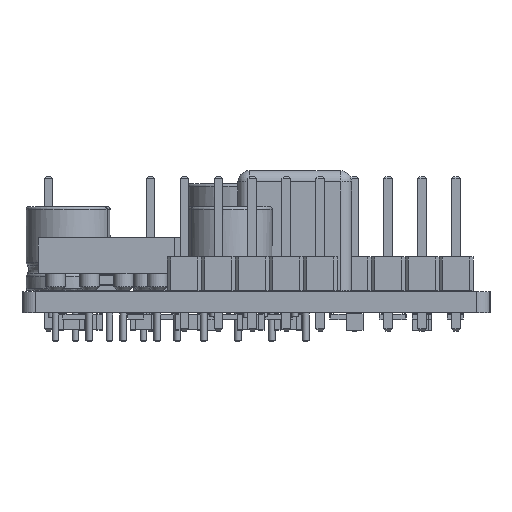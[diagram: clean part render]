
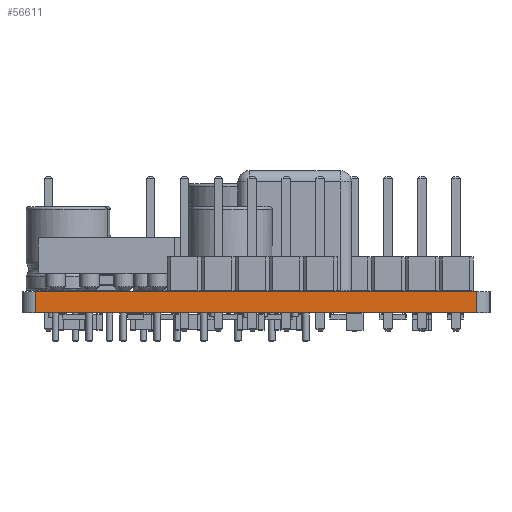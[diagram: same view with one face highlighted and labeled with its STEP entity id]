
A CAD part, left-side view. The second image highlights one B-rep face of the part: STEP entity #56611.
In plain terms, the highlighted planar face has unit normal (-1, 0, 0).
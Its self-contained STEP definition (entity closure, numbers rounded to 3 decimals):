
#51778 = PLANE('',#51779);
#51779 = AXIS2_PLACEMENT_3D('',#51780,#51781,#51782);
#51780 = CARTESIAN_POINT('',(32.5,17.5,1.6));
#51781 = DIRECTION('',(0.,0.,1.));
#51782 = DIRECTION('',(1.,0.,0.));
#51833 = PLANE('',#51834);
#51834 = AXIS2_PLACEMENT_3D('',#51835,#51836,#51837);
#51835 = CARTESIAN_POINT('',(32.5,17.5,0.));
#51836 = DIRECTION('',(0.,0.,1.));
#51837 = DIRECTION('',(1.,0.,0.));
#51964 = CYLINDRICAL_SURFACE('',#51965,1.);
#51965 = AXIS2_PLACEMENT_3D('',#51966,#51967,#51968);
#51966 = CARTESIAN_POINT('',(1.,34.,0.));
#51967 = DIRECTION('',(0.,0.,-1.));
#51968 = DIRECTION('',(1.,0.,0.));
#52003 = VERTEX_POINT('',#52004);
#52004 = CARTESIAN_POINT('',(0.,34.,0.));
#52026 = EDGE_CURVE('',#52003,#52027,#52029,.T.);
#52027 = VERTEX_POINT('',#52028);
#52028 = CARTESIAN_POINT('',(0.,1.,0.));
#52029 = SURFACE_CURVE('',#52030,(#52034,#52041),.PCURVE_S1.);
#52030 = LINE('',#52031,#52032);
#52031 = CARTESIAN_POINT('',(0.,34.,0.));
#52032 = VECTOR('',#52033,1.);
#52033 = DIRECTION('',(0.,-1.,0.));
#52034 = PCURVE('',#51833,#52035);
#52035 = DEFINITIONAL_REPRESENTATION('',(#52036),#52040);
#52036 = LINE('',#52037,#52038);
#52037 = CARTESIAN_POINT('',(-32.5,16.5));
#52038 = VECTOR('',#52039,1.);
#52039 = DIRECTION('',(0.,-1.));
#52040 = ( GEOMETRIC_REPRESENTATION_CONTEXT(2) 
PARAMETRIC_REPRESENTATION_CONTEXT() REPRESENTATION_CONTEXT('2D SPACE',''
  ) );
#52041 = PCURVE('',#52042,#52047);
#52042 = PLANE('',#52043);
#52043 = AXIS2_PLACEMENT_3D('',#52044,#52045,#52046);
#52044 = CARTESIAN_POINT('',(0.,34.,0.));
#52045 = DIRECTION('',(1.,0.,0.));
#52046 = DIRECTION('',(0.,-1.,0.));
#52047 = DEFINITIONAL_REPRESENTATION('',(#52048),#52052);
#52048 = LINE('',#52049,#52050);
#52049 = CARTESIAN_POINT('',(0.,0.));
#52050 = VECTOR('',#52051,1.);
#52051 = DIRECTION('',(1.,0.));
#52052 = ( GEOMETRIC_REPRESENTATION_CONTEXT(2) 
PARAMETRIC_REPRESENTATION_CONTEXT() REPRESENTATION_CONTEXT('2D SPACE',''
  ) );
#52071 = CYLINDRICAL_SURFACE('',#52072,1.);
#52072 = AXIS2_PLACEMENT_3D('',#52073,#52074,#52075);
#52073 = CARTESIAN_POINT('',(1.,1.,0.));
#52074 = DIRECTION('',(0.,0.,-1.));
#52075 = DIRECTION('',(1.,0.,0.));
#54465 = VERTEX_POINT('',#54466);
#54466 = CARTESIAN_POINT('',(0.,34.,1.6));
#54488 = EDGE_CURVE('',#54465,#54489,#54491,.T.);
#54489 = VERTEX_POINT('',#54490);
#54490 = CARTESIAN_POINT('',(0.,1.,1.6));
#54491 = SURFACE_CURVE('',#54492,(#54496,#54503),.PCURVE_S1.);
#54492 = LINE('',#54493,#54494);
#54493 = CARTESIAN_POINT('',(0.,34.,1.6));
#54494 = VECTOR('',#54495,1.);
#54495 = DIRECTION('',(0.,-1.,0.));
#54496 = PCURVE('',#51778,#54497);
#54497 = DEFINITIONAL_REPRESENTATION('',(#54498),#54502);
#54498 = LINE('',#54499,#54500);
#54499 = CARTESIAN_POINT('',(-32.5,16.5));
#54500 = VECTOR('',#54501,1.);
#54501 = DIRECTION('',(0.,-1.));
#54502 = ( GEOMETRIC_REPRESENTATION_CONTEXT(2) 
PARAMETRIC_REPRESENTATION_CONTEXT() REPRESENTATION_CONTEXT('2D SPACE',''
  ) );
#54503 = PCURVE('',#52042,#54504);
#54504 = DEFINITIONAL_REPRESENTATION('',(#54505),#54509);
#54505 = LINE('',#54506,#54507);
#54506 = CARTESIAN_POINT('',(0.,-1.6));
#54507 = VECTOR('',#54508,1.);
#54508 = DIRECTION('',(1.,0.));
#54509 = ( GEOMETRIC_REPRESENTATION_CONTEXT(2) 
PARAMETRIC_REPRESENTATION_CONTEXT() REPRESENTATION_CONTEXT('2D SPACE',''
  ) );
#56563 = EDGE_CURVE('',#52003,#54465,#56564,.T.);
#56564 = SURFACE_CURVE('',#56565,(#56569,#56576),.PCURVE_S1.);
#56565 = LINE('',#56566,#56567);
#56566 = CARTESIAN_POINT('',(0.,34.,0.));
#56567 = VECTOR('',#56568,1.);
#56568 = DIRECTION('',(0.,0.,1.));
#56569 = PCURVE('',#51964,#56570);
#56570 = DEFINITIONAL_REPRESENTATION('',(#56571),#56575);
#56571 = LINE('',#56572,#56573);
#56572 = CARTESIAN_POINT('',(-3.142,0.));
#56573 = VECTOR('',#56574,1.);
#56574 = DIRECTION('',(0.,-1.));
#56575 = ( GEOMETRIC_REPRESENTATION_CONTEXT(2) 
PARAMETRIC_REPRESENTATION_CONTEXT() REPRESENTATION_CONTEXT('2D SPACE',''
  ) );
#56576 = PCURVE('',#52042,#56577);
#56577 = DEFINITIONAL_REPRESENTATION('',(#56578),#56582);
#56578 = LINE('',#56579,#56580);
#56579 = CARTESIAN_POINT('',(0.,0.));
#56580 = VECTOR('',#56581,1.);
#56581 = DIRECTION('',(0.,-1.));
#56582 = ( GEOMETRIC_REPRESENTATION_CONTEXT(2) 
PARAMETRIC_REPRESENTATION_CONTEXT() REPRESENTATION_CONTEXT('2D SPACE',''
  ) );
#56611 = ADVANCED_FACE('',(#56612),#52042,.F.);
#56612 = FACE_BOUND('',#56613,.F.);
#56613 = EDGE_LOOP('',(#56614,#56615,#56616,#56637));
#56614 = ORIENTED_EDGE('',*,*,#56563,.T.);
#56615 = ORIENTED_EDGE('',*,*,#54488,.T.);
#56616 = ORIENTED_EDGE('',*,*,#56617,.F.);
#56617 = EDGE_CURVE('',#52027,#54489,#56618,.T.);
#56618 = SURFACE_CURVE('',#56619,(#56623,#56630),.PCURVE_S1.);
#56619 = LINE('',#56620,#56621);
#56620 = CARTESIAN_POINT('',(0.,1.,0.));
#56621 = VECTOR('',#56622,1.);
#56622 = DIRECTION('',(0.,0.,1.));
#56623 = PCURVE('',#52042,#56624);
#56624 = DEFINITIONAL_REPRESENTATION('',(#56625),#56629);
#56625 = LINE('',#56626,#56627);
#56626 = CARTESIAN_POINT('',(33.,0.));
#56627 = VECTOR('',#56628,1.);
#56628 = DIRECTION('',(0.,-1.));
#56629 = ( GEOMETRIC_REPRESENTATION_CONTEXT(2) 
PARAMETRIC_REPRESENTATION_CONTEXT() REPRESENTATION_CONTEXT('2D SPACE',''
  ) );
#56630 = PCURVE('',#52071,#56631);
#56631 = DEFINITIONAL_REPRESENTATION('',(#56632),#56636);
#56632 = LINE('',#56633,#56634);
#56633 = CARTESIAN_POINT('',(-3.142,0.));
#56634 = VECTOR('',#56635,1.);
#56635 = DIRECTION('',(0.,-1.));
#56636 = ( GEOMETRIC_REPRESENTATION_CONTEXT(2) 
PARAMETRIC_REPRESENTATION_CONTEXT() REPRESENTATION_CONTEXT('2D SPACE',''
  ) );
#56637 = ORIENTED_EDGE('',*,*,#52026,.F.);
